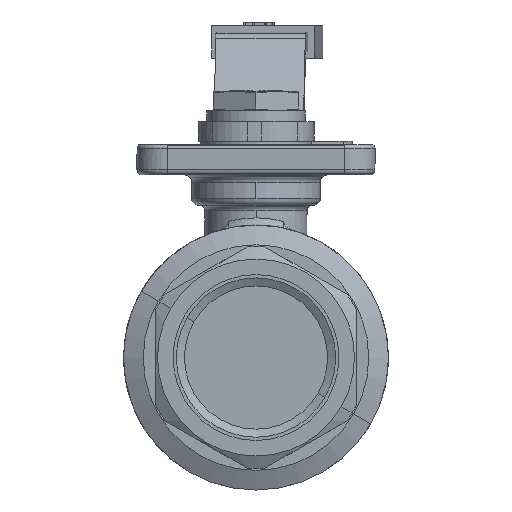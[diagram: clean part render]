
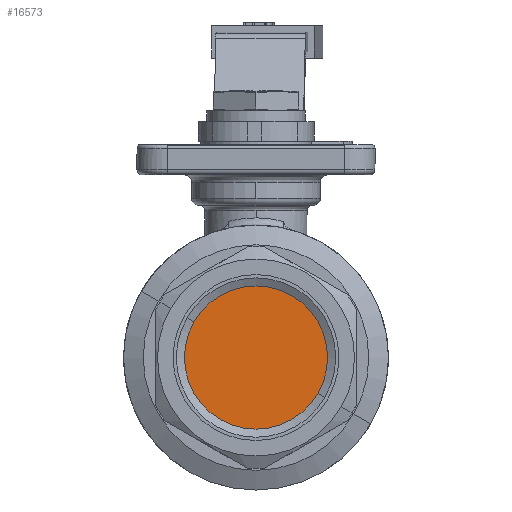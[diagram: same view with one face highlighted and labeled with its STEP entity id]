
A CAD part, front view. The second image highlights one B-rep face of the part: STEP entity #16573.
In plain terms, the highlighted planar face has unit normal (0, -1, 0).
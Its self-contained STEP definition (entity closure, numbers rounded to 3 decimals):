
#547 = CARTESIAN_POINT ( 'NONE',  ( 274.451, -27.852, -0.808 ) ) ;
#1580 = DIRECTION ( 'NONE',  ( 0., 0., -1. ) ) ;
#1865 = AXIS2_PLACEMENT_3D ( 'NONE', #547, #9196, #17831 ) ;
#2050 = AXIS2_PLACEMENT_3D ( 'NONE', #5291, #3304, #22162 ) ;
#3304 = DIRECTION ( 'NONE',  ( 0., 1., 0. ) ) ;
#3981 = AXIS2_PLACEMENT_3D ( 'NONE', #23121, #20996, #1580 ) ;
#4955 = CARTESIAN_POINT ( 'NONE',  ( 274.451, -27.852, -12.02 ) ) ;
#5291 = CARTESIAN_POINT ( 'NONE',  ( 274.451, -27.852, 10.403 ) ) ;
#6290 = EDGE_LOOP ( 'NONE', ( #27730, #9145 ) ) ;
#7195 = EDGE_CURVE ( 'NONE', #7657, #11434, #14289, .T. ) ;
#7657 = VERTEX_POINT ( 'NONE', #4955 ) ;
#9145 = ORIENTED_EDGE ( 'NONE', *, *, #12132, .F. ) ;
#9196 = DIRECTION ( 'NONE',  ( 0., 1., 0. ) ) ;
#11319 = FACE_OUTER_BOUND ( 'NONE', #6290, .T. ) ;
#11434 = VERTEX_POINT ( 'NONE', #15846 ) ;
#12132 = EDGE_CURVE ( 'NONE', #11434, #7657, #21609, .T. ) ;
#14289 = CIRCLE ( 'NONE', #2050, 22.423 ) ;
#15846 = CARTESIAN_POINT ( 'NONE',  ( 274.451, -27.852, 32.826 ) ) ;
#16573 = ADVANCED_FACE ( 'NONE', ( #11319 ), #19969, .F. ) ;
#17831 = DIRECTION ( 'NONE',  ( 1., 0., 0. ) ) ;
#19969 = PLANE ( 'NONE',  #1865 ) ;
#20996 = DIRECTION ( 'NONE',  ( 0., 1., 0. ) ) ;
#21609 = CIRCLE ( 'NONE', #3981, 22.423 ) ;
#22162 = DIRECTION ( 'NONE',  ( 0., 0., -1. ) ) ;
#23121 = CARTESIAN_POINT ( 'NONE',  ( 274.451, -27.852, 10.403 ) ) ;
#27730 = ORIENTED_EDGE ( 'NONE', *, *, #7195, .F. ) ;
